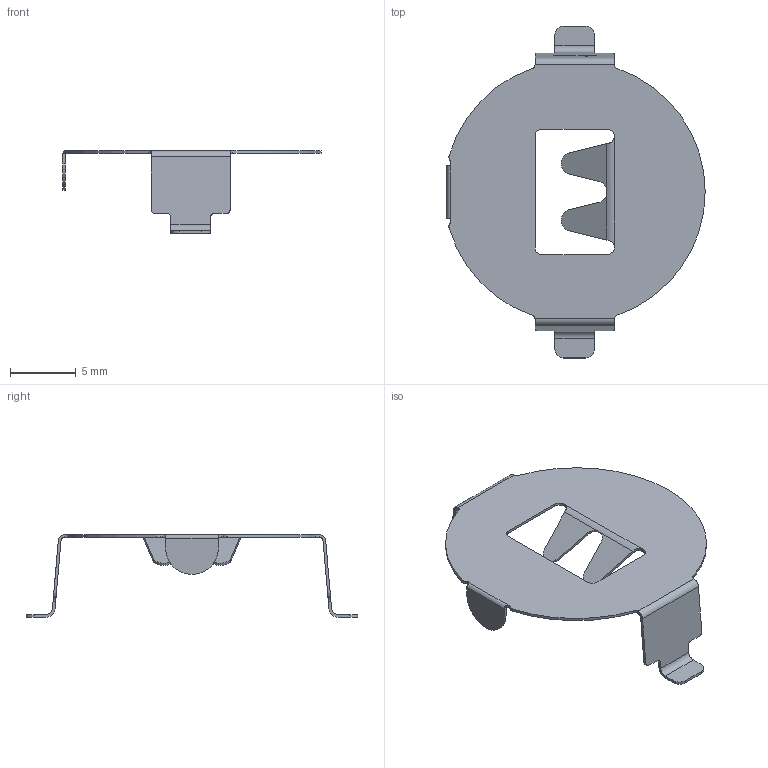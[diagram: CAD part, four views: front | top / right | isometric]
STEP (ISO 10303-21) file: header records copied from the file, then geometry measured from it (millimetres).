
FILE_DESCRIPTION (( 'STEP AP214' ), '1' );
FILE_NAME ('BAT-SMD_CR2032-3V.step', '2022-08-01T06:10:18', ( '' ), ( '' ), 'SwSTEP 2.0', 'SolidWorks 2020', '' );
FILE_SCHEMA (( 'AUTOMOTIVE_DESIGN' ));
Length unit declared in the file: millimetre
Products named in the file (1): BAT-SMD_CR2032-3V
Bounding box: 19.6 x 25.17 x 6.25 mm (x, y, z)
Volume: 71.4 mm3; surface area: 742.1 mm2
Topology: 1 solids, 1 shells, 318 faces, 883 edges, 586 vertices
Faces by surface type: plane 167, bspline 98, cylinder 53
Entity records: 14214 total; most frequent: CARTESIAN_POINT 3239, ORIENTED_EDGE 1766, DIRECTION 1163, EDGE_CURVE 883, VERTEX_POINT 586, VECTOR 565, LINE 565, EDGE_LOOP 339
